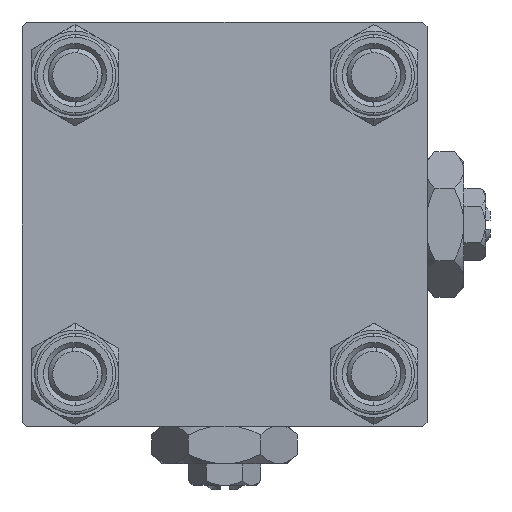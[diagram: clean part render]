
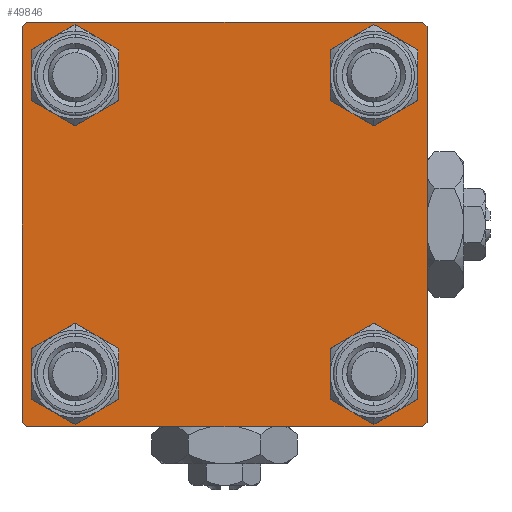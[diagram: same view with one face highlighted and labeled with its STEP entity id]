
A CAD part, left-side view. The second image highlights one B-rep face of the part: STEP entity #49846.
In plain terms, the highlighted planar face has unit normal (-1, 0, 0).
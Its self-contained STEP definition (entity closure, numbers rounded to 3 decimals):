
#85 = EDGE_CURVE ( 'NONE', #47424, #15589, #29909, .T. ) ;
#711 = CARTESIAN_POINT ( 'NONE',  ( 0., -22.5, 22.5 ) ) ;
#749 = CARTESIAN_POINT ( 'NONE',  ( 0., -22.25, -22.25 ) ) ;
#822 = EDGE_CURVE ( 'NONE', #15589, #47424, #27384, .T. ) ;
#1353 = AXIS2_PLACEMENT_3D ( 'NONE', #26188, #42598, #26707 ) ;
#2028 = VERTEX_POINT ( 'NONE', #48381 ) ;
#2036 = EDGE_LOOP ( 'NONE', ( #9651, #49710 ) ) ;
#2116 = AXIS2_PLACEMENT_3D ( 'NONE', #5639, #21791, #2187 ) ;
#2187 = DIRECTION ( 'NONE',  ( 0., 0., 1. ) ) ;
#2771 = VERTEX_POINT ( 'NONE', #12698 ) ;
#2773 = DIRECTION ( 'NONE',  ( 1., 0., 0. ) ) ;
#3054 = EDGE_CURVE ( 'NONE', #10321, #25471, #46753, .T. ) ;
#3146 = VECTOR ( 'NONE', #50458, 1000. ) ;
#4205 = CARTESIAN_POINT ( 'NONE',  ( 0., -16.6, -13.1 ) ) ;
#4315 = VERTEX_POINT ( 'NONE', #18806 ) ;
#4619 = ORIENTED_EDGE ( 'NONE', *, *, #21887, .T. ) ;
#5131 = AXIS2_PLACEMENT_3D ( 'NONE', #19706, #2773, #35860 ) ;
#5423 = CARTESIAN_POINT ( 'NONE',  ( 0., 22.25, -22.25 ) ) ;
#5457 = DIRECTION ( 'NONE',  ( 0., 0., -1. ) ) ;
#5583 = CARTESIAN_POINT ( 'NONE',  ( 0., -16.6, -20.1 ) ) ;
#5639 = CARTESIAN_POINT ( 'NONE',  ( 0., 16.6, -16.6 ) ) ;
#6639 = AXIS2_PLACEMENT_3D ( 'NONE', #12755, #36590, #19918 ) ;
#7559 = AXIS2_PLACEMENT_3D ( 'NONE', #42380, #33650, #49817 ) ;
#8715 = VERTEX_POINT ( 'NONE', #40191 ) ;
#9135 = LINE ( 'NONE', #5423, #27688 ) ;
#9374 = VECTOR ( 'NONE', #5457, 1000. ) ;
#9387 = DIRECTION ( 'NONE',  ( 1., 0., 0. ) ) ;
#9407 = FACE_OUTER_BOUND ( 'NONE', #11796, .T. ) ;
#9651 = ORIENTED_EDGE ( 'NONE', *, *, #44712, .T. ) ;
#10321 = VERTEX_POINT ( 'NONE', #20837 ) ;
#10382 = EDGE_CURVE ( 'NONE', #4315, #17073, #29780, .T. ) ;
#11397 = EDGE_CURVE ( 'NONE', #4315, #17703, #29346, .T. ) ;
#11444 = ORIENTED_EDGE ( 'NONE', *, *, #85, .T. ) ;
#11479 = CARTESIAN_POINT ( 'NONE',  ( 0., -16.6, -16.6 ) ) ;
#11652 = LINE ( 'NONE', #43947, #32204 ) ;
#11796 = EDGE_LOOP ( 'NONE', ( #4619, #47220, #21556, #28512, #34424, #25611, #43661, #33219 ) ) ;
#12698 = CARTESIAN_POINT ( 'NONE',  ( 0., 16.6, 20.1 ) ) ;
#12755 = CARTESIAN_POINT ( 'NONE',  ( 0., 16.6, 16.6 ) ) ;
#13367 = EDGE_CURVE ( 'NONE', #8715, #10321, #9135, .T. ) ;
#13371 = CARTESIAN_POINT ( 'NONE',  ( 0., -16.6, -16.6 ) ) ;
#13453 = LINE ( 'NONE', #749, #20067 ) ;
#13646 = DIRECTION ( 'NONE',  ( -1., 0., 0. ) ) ;
#13903 = CARTESIAN_POINT ( 'NONE',  ( 0., 0., 0. ) ) ;
#13989 = CIRCLE ( 'NONE', #2116, 3.5 ) ;
#14875 = ORIENTED_EDGE ( 'NONE', *, *, #822, .T. ) ;
#15589 = VERTEX_POINT ( 'NONE', #5583 ) ;
#15714 = DIRECTION ( 'NONE',  ( 1., 0., 0. ) ) ;
#15833 = CARTESIAN_POINT ( 'NONE',  ( 0., 16.6, -20.1 ) ) ;
#15921 = CARTESIAN_POINT ( 'NONE',  ( 0., 16.6, -13.1 ) ) ;
#16625 = EDGE_CURVE ( 'NONE', #2028, #2771, #26137, .T. ) ;
#16649 = VERTEX_POINT ( 'NONE', #18561 ) ;
#16705 = VERTEX_POINT ( 'NONE', #46624 ) ;
#17073 = VERTEX_POINT ( 'NONE', #25845 ) ;
#17297 = EDGE_LOOP ( 'NONE', ( #11444, #14875 ) ) ;
#17703 = VERTEX_POINT ( 'NONE', #46047 ) ;
#18411 = FACE_BOUND ( 'NONE', #2036, .T. ) ;
#18561 = CARTESIAN_POINT ( 'NONE',  ( 0., -16.6, 20.1 ) ) ;
#18806 = CARTESIAN_POINT ( 'NONE',  ( 0., 22., 22.5 ) ) ;
#19580 = LINE ( 'NONE', #36254, #36400 ) ;
#19706 = CARTESIAN_POINT ( 'NONE',  ( 0., -16.6, 16.6 ) ) ;
#19918 = DIRECTION ( 'NONE',  ( 0., 0., 1. ) ) ;
#20067 = VECTOR ( 'NONE', #41504, 1000. ) ;
#20544 = EDGE_LOOP ( 'NONE', ( #49520, #25116 ) ) ;
#20837 = CARTESIAN_POINT ( 'NONE',  ( 0., 22., -22.5 ) ) ;
#20914 = VECTOR ( 'NONE', #50267, 1000. ) ;
#21283 = EDGE_CURVE ( 'NONE', #16705, #32358, #45702, .T. ) ;
#21336 = FACE_BOUND ( 'NONE', #31277, .T. ) ;
#21556 = ORIENTED_EDGE ( 'NONE', *, *, #3054, .T. ) ;
#21791 = DIRECTION ( 'NONE',  ( 1., 0., 0. ) ) ;
#21852 = CARTESIAN_POINT ( 'NONE',  ( 0., -22., -22.5 ) ) ;
#21887 = EDGE_CURVE ( 'NONE', #17703, #8715, #11652, .T. ) ;
#21933 = ORIENTED_EDGE ( 'NONE', *, *, #24206, .T. ) ;
#22020 = CIRCLE ( 'NONE', #5131, 3.5 ) ;
#22368 = FACE_BOUND ( 'NONE', #20544, .T. ) ;
#22870 = DIRECTION ( 'NONE',  ( 0., 0., 1. ) ) ;
#23013 = VERTEX_POINT ( 'NONE', #15833 ) ;
#23020 = AXIS2_PLACEMENT_3D ( 'NONE', #13903, #13646, #46215 ) ;
#23284 = VECTOR ( 'NONE', #42780, 1000. ) ;
#24044 = AXIS2_PLACEMENT_3D ( 'NONE', #13371, #9387, #28972 ) ;
#24206 = EDGE_CURVE ( 'NONE', #27435, #16649, #30566, .T. ) ;
#24529 = VERTEX_POINT ( 'NONE', #15921 ) ;
#25011 = CIRCLE ( 'NONE', #1353, 3.5 ) ;
#25116 = ORIENTED_EDGE ( 'NONE', *, *, #37401, .T. ) ;
#25471 = VERTEX_POINT ( 'NONE', #21852 ) ;
#25549 = PLANE ( 'NONE',  #23020 ) ;
#25611 = ORIENTED_EDGE ( 'NONE', *, *, #48294, .T. ) ;
#25694 = AXIS2_PLACEMENT_3D ( 'NONE', #11479, #15714, #22870 ) ;
#25845 = CARTESIAN_POINT ( 'NONE',  ( 0., -22., 22.5 ) ) ;
#26090 = CARTESIAN_POINT ( 'NONE',  ( 0., 22.5, 22.5 ) ) ;
#26137 = CIRCLE ( 'NONE', #7559, 3.5 ) ;
#26188 = CARTESIAN_POINT ( 'NONE',  ( 0., 16.6, -16.6 ) ) ;
#26707 = DIRECTION ( 'NONE',  ( 0., 0., 1. ) ) ;
#27384 = CIRCLE ( 'NONE', #24044, 3.5 ) ;
#27435 = VERTEX_POINT ( 'NONE', #46048 ) ;
#27513 = CARTESIAN_POINT ( 'NONE',  ( 0., -22.5, -22. ) ) ;
#27688 = VECTOR ( 'NONE', #29746, 1000. ) ;
#28512 = ORIENTED_EDGE ( 'NONE', *, *, #41234, .T. ) ;
#28895 = AXIS2_PLACEMENT_3D ( 'NONE', #34389, #46580, #30144 ) ;
#28972 = DIRECTION ( 'NONE',  ( 0., 0., 1. ) ) ;
#29346 = LINE ( 'NONE', #34104, #20914 ) ;
#29746 = DIRECTION ( 'NONE',  ( 0., -0.707, -0.707 ) ) ;
#29780 = LINE ( 'NONE', #26090, #3146 ) ;
#29909 = CIRCLE ( 'NONE', #25694, 3.5 ) ;
#30144 = DIRECTION ( 'NONE',  ( 0., 0., 1. ) ) ;
#30566 = CIRCLE ( 'NONE', #28895, 3.5 ) ;
#31277 = EDGE_LOOP ( 'NONE', ( #41915, #21933 ) ) ;
#32204 = VECTOR ( 'NONE', #50854, 1000. ) ;
#32358 = VERTEX_POINT ( 'NONE', #27513 ) ;
#32837 = EDGE_CURVE ( 'NONE', #24529, #23013, #13989, .T. ) ;
#33219 = ORIENTED_EDGE ( 'NONE', *, *, #11397, .T. ) ;
#33650 = DIRECTION ( 'NONE',  ( 1., 0., 0. ) ) ;
#34104 = CARTESIAN_POINT ( 'NONE',  ( 0., 22.25, 22.25 ) ) ;
#34389 = CARTESIAN_POINT ( 'NONE',  ( 0., -16.6, 16.6 ) ) ;
#34424 = ORIENTED_EDGE ( 'NONE', *, *, #21283, .F. ) ;
#35860 = DIRECTION ( 'NONE',  ( 0., 0., 1. ) ) ;
#36254 = CARTESIAN_POINT ( 'NONE',  ( 0., -22.25, 22.25 ) ) ;
#36400 = VECTOR ( 'NONE', #39704, 1000. ) ;
#36590 = DIRECTION ( 'NONE',  ( 1., 0., 0. ) ) ;
#37401 = EDGE_CURVE ( 'NONE', #23013, #24529, #25011, .T. ) ;
#37486 = FACE_BOUND ( 'NONE', #17297, .T. ) ;
#38281 = CARTESIAN_POINT ( 'NONE',  ( 0., 22.5, -22.5 ) ) ;
#39704 = DIRECTION ( 'NONE',  ( 0., 0.707, 0.707 ) ) ;
#40191 = CARTESIAN_POINT ( 'NONE',  ( 0., 22.5, -22. ) ) ;
#41234 = EDGE_CURVE ( 'NONE', #25471, #32358, #13453, .T. ) ;
#41504 = DIRECTION ( 'NONE',  ( 0., -0.707, 0.707 ) ) ;
#41915 = ORIENTED_EDGE ( 'NONE', *, *, #48035, .T. ) ;
#42380 = CARTESIAN_POINT ( 'NONE',  ( 0., 16.6, 16.6 ) ) ;
#42598 = DIRECTION ( 'NONE',  ( 1., 0., 0. ) ) ;
#42780 = DIRECTION ( 'NONE',  ( 0., -1., 0. ) ) ;
#43661 = ORIENTED_EDGE ( 'NONE', *, *, #10382, .F. ) ;
#43947 = CARTESIAN_POINT ( 'NONE',  ( 0., 22.5, 22.5 ) ) ;
#44712 = EDGE_CURVE ( 'NONE', #2771, #2028, #47238, .T. ) ;
#45702 = LINE ( 'NONE', #711, #9374 ) ;
#46047 = CARTESIAN_POINT ( 'NONE',  ( 0., 22.5, 22. ) ) ;
#46048 = CARTESIAN_POINT ( 'NONE',  ( 0., -16.6, 13.1 ) ) ;
#46215 = DIRECTION ( 'NONE',  ( 0., 0., 1. ) ) ;
#46580 = DIRECTION ( 'NONE',  ( 1., 0., 0. ) ) ;
#46624 = CARTESIAN_POINT ( 'NONE',  ( 0., -22.5, 22. ) ) ;
#46753 = LINE ( 'NONE', #38281, #23284 ) ;
#47220 = ORIENTED_EDGE ( 'NONE', *, *, #13367, .T. ) ;
#47238 = CIRCLE ( 'NONE', #6639, 3.5 ) ;
#47424 = VERTEX_POINT ( 'NONE', #4205 ) ;
#48035 = EDGE_CURVE ( 'NONE', #16649, #27435, #22020, .T. ) ;
#48294 = EDGE_CURVE ( 'NONE', #16705, #17073, #19580, .T. ) ;
#48381 = CARTESIAN_POINT ( 'NONE',  ( 0., 16.6, 13.1 ) ) ;
#49520 = ORIENTED_EDGE ( 'NONE', *, *, #32837, .T. ) ;
#49710 = ORIENTED_EDGE ( 'NONE', *, *, #16625, .T. ) ;
#49817 = DIRECTION ( 'NONE',  ( 0., 0., 1. ) ) ;
#49846 = ADVANCED_FACE ( 'NONE', ( #21336, #37486, #22368, #18411, #9407 ), #25549, .T. ) ;
#50267 = DIRECTION ( 'NONE',  ( 0., 0.707, -0.707 ) ) ;
#50458 = DIRECTION ( 'NONE',  ( 0., -1., 0. ) ) ;
#50854 = DIRECTION ( 'NONE',  ( 0., 0., -1. ) ) ;
